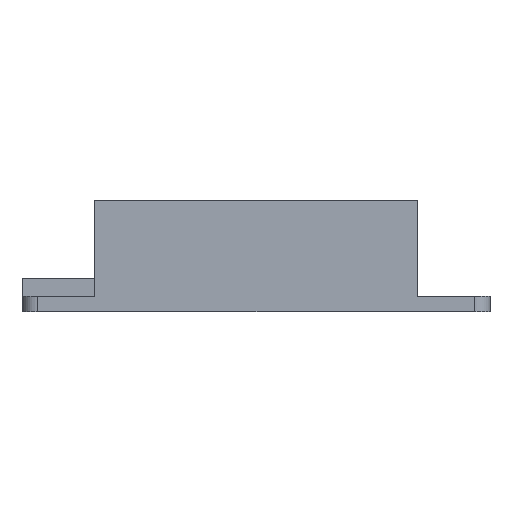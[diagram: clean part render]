
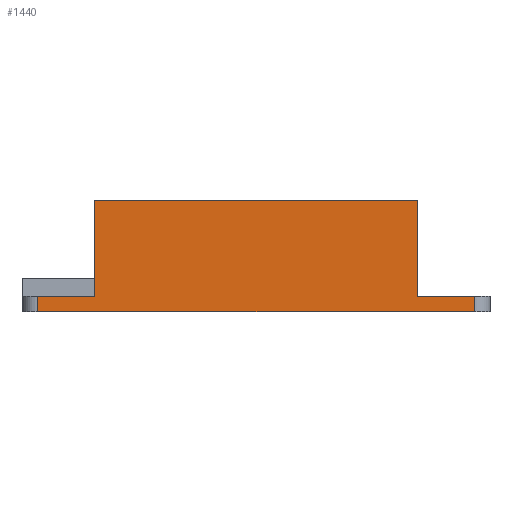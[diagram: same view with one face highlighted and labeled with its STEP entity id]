
A CAD part, front view. The second image highlights one B-rep face of the part: STEP entity #1440.
In plain terms, the highlighted planar face has unit normal (0, -1, 0).
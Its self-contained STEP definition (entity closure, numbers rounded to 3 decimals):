
#151=FACE_OUTER_BOUND('',#236,.T.);
#236=EDGE_LOOP('',(#1146,#1147,#1148,#1149,#1150,#1151,#1152,#1153));
#316=LINE('',#2062,#474);
#335=LINE('',#2110,#493);
#350=LINE('',#2169,#508);
#360=LINE('',#2187,#518);
#363=LINE('',#2192,#521);
#392=LINE('',#2257,#550);
#393=LINE('',#2259,#551);
#394=LINE('',#2260,#552);
#474=VECTOR('',#1654,10.);
#493=VECTOR('',#1683,10.);
#508=VECTOR('',#1734,10.);
#518=VECTOR('',#1750,10.);
#521=VECTOR('',#1757,10.);
#550=VECTOR('',#1818,10.);
#551=VECTOR('',#1819,10.);
#552=VECTOR('',#1820,10.);
#625=VERTEX_POINT('',#2059);
#626=VERTEX_POINT('',#2061);
#649=VERTEX_POINT('',#2107);
#650=VERTEX_POINT('',#2109);
#675=VERTEX_POINT('',#2166);
#676=VERTEX_POINT('',#2168);
#701=VERTEX_POINT('',#2256);
#702=VERTEX_POINT('',#2258);
#771=EDGE_CURVE('',#625,#626,#316,.T.);
#795=EDGE_CURVE('',#649,#650,#335,.T.);
#824=EDGE_CURVE('',#675,#676,#350,.T.);
#834=EDGE_CURVE('',#625,#676,#360,.T.);
#837=EDGE_CURVE('',#650,#675,#363,.T.);
#870=EDGE_CURVE('',#701,#649,#392,.T.);
#871=EDGE_CURVE('',#701,#702,#393,.T.);
#872=EDGE_CURVE('',#702,#626,#394,.T.);
#1146=ORIENTED_EDGE('',*,*,#795,.F.);
#1147=ORIENTED_EDGE('',*,*,#870,.F.);
#1148=ORIENTED_EDGE('',*,*,#871,.T.);
#1149=ORIENTED_EDGE('',*,*,#872,.T.);
#1150=ORIENTED_EDGE('',*,*,#771,.F.);
#1151=ORIENTED_EDGE('',*,*,#834,.T.);
#1152=ORIENTED_EDGE('',*,*,#824,.F.);
#1153=ORIENTED_EDGE('',*,*,#837,.F.);
#1391=PLANE('',#1537);
#1440=ADVANCED_FACE('',(#151),#1391,.T.);
#1537=AXIS2_PLACEMENT_3D('',#2255,#1816,#1817);
#1654=DIRECTION('',(1.,0.,0.));
#1683=DIRECTION('',(1.,0.,0.));
#1734=DIRECTION('',(1.,0.,0.));
#1750=DIRECTION('',(0.,0.,1.));
#1757=DIRECTION('',(0.,0.,1.));
#1816=DIRECTION('center_axis',(0.,-1.,0.));
#1817=DIRECTION('ref_axis',(1.,0.,0.));
#1818=DIRECTION('',(0.,0.,1.));
#1819=DIRECTION('',(1.,0.,0.));
#1820=DIRECTION('',(0.,0.,1.));
#2059=CARTESIAN_POINT('',(31.3,-66.946,29.));
#2061=CARTESIAN_POINT('',(42.3,-66.946,29.));
#2062=CARTESIAN_POINT('',(-20.7,-66.946,29.));
#2107=CARTESIAN_POINT('',(-41.7,-66.946,29.));
#2109=CARTESIAN_POINT('',(-30.7,-66.946,29.));
#2110=CARTESIAN_POINT('',(-20.7,-66.946,29.));
#2166=CARTESIAN_POINT('',(-30.7,-66.946,47.5));
#2168=CARTESIAN_POINT('',(31.3,-66.946,47.5));
#2169=CARTESIAN_POINT('',(-30.7,-66.946,47.5));
#2187=CARTESIAN_POINT('',(31.3,-66.946,29.));
#2192=CARTESIAN_POINT('',(-30.7,-66.946,29.));
#2255=CARTESIAN_POINT('Origin',(-41.7,-66.946,26.));
#2256=CARTESIAN_POINT('',(-41.7,-66.946,26.));
#2257=CARTESIAN_POINT('',(-41.7,-66.946,26.));
#2258=CARTESIAN_POINT('',(42.3,-66.946,26.));
#2259=CARTESIAN_POINT('',(-41.7,-66.946,26.));
#2260=CARTESIAN_POINT('',(42.3,-66.946,26.));
